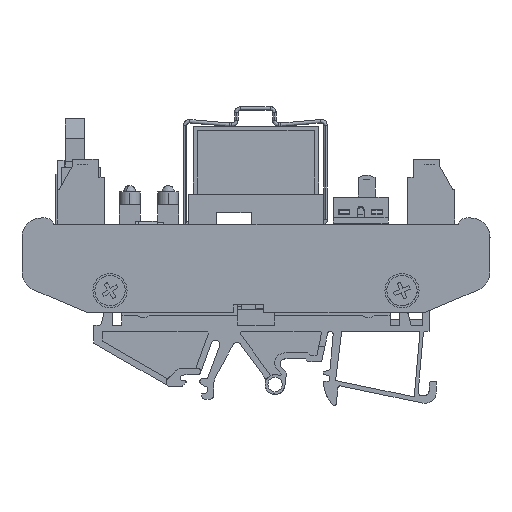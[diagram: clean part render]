
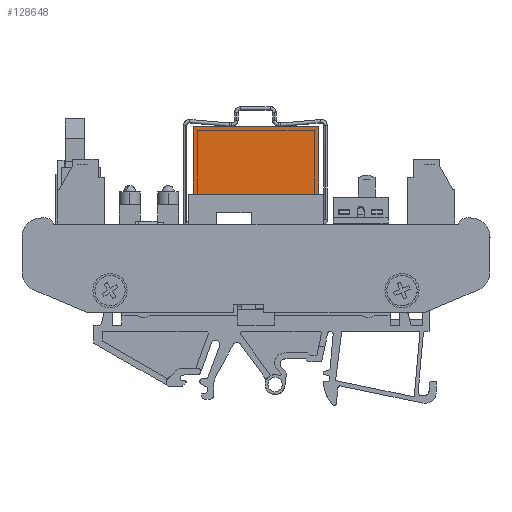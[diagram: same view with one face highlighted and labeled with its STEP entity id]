
A CAD part, left-side view. The second image highlights one B-rep face of the part: STEP entity #128648.
In plain terms, the highlighted planar face has unit normal (-1, 0, 0).
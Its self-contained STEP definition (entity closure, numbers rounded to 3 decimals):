
#128621=AXIS2_PLACEMENT_3D('Plane Axis2P3D',#128618,#128619,#128620) ;
#128595=CARTESIAN_POINT('Vertex',(6.52,39.649,48.852)) ;
#128602=CARTESIAN_POINT('Vertex',(6.52,39.649,64.552)) ;
#128605=CARTESIAN_POINT('Line Origine',(6.52,39.649,56.702)) ;
#128618=CARTESIAN_POINT('Axis2P3D Location',(6.52,68.649,48.852)) ;
#128623=CARTESIAN_POINT('Line Origine',(6.52,68.649,56.702)) ;
#128627=CARTESIAN_POINT('Vertex',(6.52,68.649,64.552)) ;
#128629=CARTESIAN_POINT('Vertex',(6.52,68.649,48.852)) ;
#128632=CARTESIAN_POINT('Line Origine',(6.52,54.149,48.852)) ;
#128637=CARTESIAN_POINT('Line Origine',(6.52,54.149,64.552)) ;
#128606=DIRECTION('Vector Direction',(0.,0.,-1.)) ;
#128619=DIRECTION('Axis2P3D Direction',(-1.,0.,0.)) ;
#128620=DIRECTION('Axis2P3D XDirection',(0.,0.,-1.)) ;
#128624=DIRECTION('Vector Direction',(0.,0.,-1.)) ;
#128633=DIRECTION('Vector Direction',(0.,1.,0.)) ;
#128638=DIRECTION('Vector Direction',(0.,-1.,0.)) ;
#128607=VECTOR('Line Direction',#128606,1.) ;
#128625=VECTOR('Line Direction',#128624,1.) ;
#128634=VECTOR('Line Direction',#128633,1.) ;
#128639=VECTOR('Line Direction',#128638,1.) ;
#128643=ORIENTED_EDGE('',*,*,#128631,.T.) ;
#128644=ORIENTED_EDGE('',*,*,#128636,.F.) ;
#128645=ORIENTED_EDGE('',*,*,#128609,.F.) ;
#128646=ORIENTED_EDGE('',*,*,#128641,.F.) ;
#128648=ADVANCED_FACE('NONE',(#128647),#128622,.T.) ;
#128609=EDGE_CURVE('',#128603,#128596,#128608,.T.) ;
#128631=EDGE_CURVE('',#128628,#128630,#128626,.T.) ;
#128636=EDGE_CURVE('',#128596,#128630,#128635,.T.) ;
#128641=EDGE_CURVE('',#128628,#128603,#128640,.T.) ;
#128642=EDGE_LOOP('',(#128643,#128644,#128645,#128646)) ;
#128647=FACE_OUTER_BOUND('',#128642,.T.) ;
#128608=LINE('Line',#128605,#128607) ;
#128626=LINE('Line',#128623,#128625) ;
#128635=LINE('Line',#128632,#128634) ;
#128640=LINE('Line',#128637,#128639) ;
#128622=PLANE('',#128621) ;
#128596=VERTEX_POINT('',#128595) ;
#128603=VERTEX_POINT('',#128602) ;
#128628=VERTEX_POINT('',#128627) ;
#128630=VERTEX_POINT('',#128629) ;
